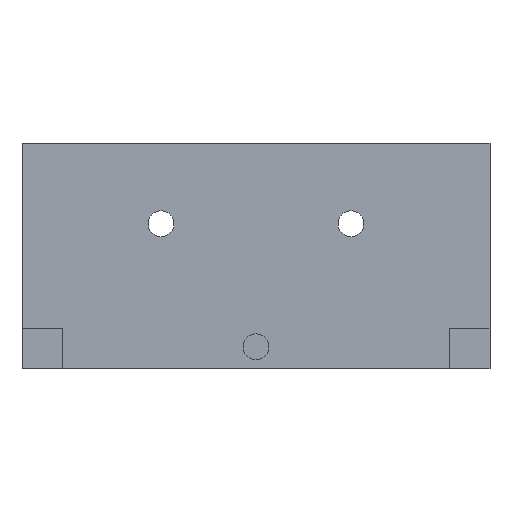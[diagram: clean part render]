
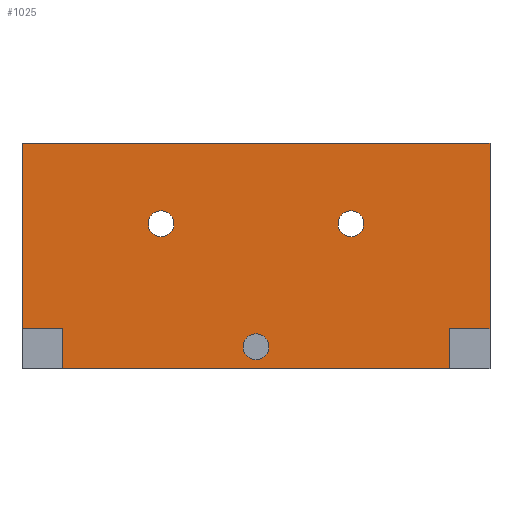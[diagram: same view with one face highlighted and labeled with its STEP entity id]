
A CAD part, front view. The second image highlights one B-rep face of the part: STEP entity #1025.
In plain terms, the highlighted planar face has unit normal (0, -1, 0).
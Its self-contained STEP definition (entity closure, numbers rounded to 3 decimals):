
#54=FACE_BOUND('',#188,.T.);
#55=FACE_BOUND('',#189,.T.);
#56=FACE_BOUND('',#190,.T.);
#83=PLANE('',#1133);
#123=FACE_OUTER_BOUND('',#187,.T.);
#187=EDGE_LOOP('',(#826,#827,#828,#829,#830,#831,#832,#833));
#188=EDGE_LOOP('',(#834));
#189=EDGE_LOOP('',(#835));
#190=EDGE_LOOP('',(#836,#837));
#275=LINE('',#1691,#359);
#281=LINE('',#1707,#365);
#282=LINE('',#1710,#366);
#283=LINE('',#1712,#367);
#284=LINE('',#1714,#368);
#285=LINE('',#1716,#369);
#286=LINE('',#1718,#370);
#287=LINE('',#1719,#371);
#359=VECTOR('',#1340,10.);
#365=VECTOR('',#1354,10.);
#366=VECTOR('',#1357,10.);
#367=VECTOR('',#1358,10.);
#368=VECTOR('',#1359,10.);
#369=VECTOR('',#1360,10.);
#370=VECTOR('',#1361,10.);
#371=VECTOR('',#1362,10.);
#414=CIRCLE('',#1093,1.6);
#416=CIRCLE('',#1096,1.6);
#422=CIRCLE('',#1110,1.6);
#423=CIRCLE('',#1111,1.6);
#479=VERTEX_POINT('',#1578);
#481=VERTEX_POINT('',#1584);
#499=VERTEX_POINT('',#1636);
#500=VERTEX_POINT('',#1637);
#517=VERTEX_POINT('',#1688);
#518=VERTEX_POINT('',#1690);
#524=VERTEX_POINT('',#1705);
#525=VERTEX_POINT('',#1709);
#526=VERTEX_POINT('',#1711);
#527=VERTEX_POINT('',#1713);
#528=VERTEX_POINT('',#1715);
#529=VERTEX_POINT('',#1717);
#581=EDGE_CURVE('',#479,#479,#414,.T.);
#584=EDGE_CURVE('',#481,#481,#416,.T.);
#610=EDGE_CURVE('',#499,#500,#422,.T.);
#611=EDGE_CURVE('',#500,#499,#423,.T.);
#636=EDGE_CURVE('',#518,#517,#275,.T.);
#645=EDGE_CURVE('',#517,#524,#281,.T.);
#646=EDGE_CURVE('',#524,#525,#282,.T.);
#647=EDGE_CURVE('',#526,#525,#283,.T.);
#648=EDGE_CURVE('',#527,#526,#284,.T.);
#649=EDGE_CURVE('',#527,#528,#285,.T.);
#650=EDGE_CURVE('',#529,#528,#286,.T.);
#651=EDGE_CURVE('',#518,#529,#287,.T.);
#826=ORIENTED_EDGE('',*,*,#636,.T.);
#827=ORIENTED_EDGE('',*,*,#645,.T.);
#828=ORIENTED_EDGE('',*,*,#646,.T.);
#829=ORIENTED_EDGE('',*,*,#647,.F.);
#830=ORIENTED_EDGE('',*,*,#648,.F.);
#831=ORIENTED_EDGE('',*,*,#649,.T.);
#832=ORIENTED_EDGE('',*,*,#650,.F.);
#833=ORIENTED_EDGE('',*,*,#651,.F.);
#834=ORIENTED_EDGE('',*,*,#581,.T.);
#835=ORIENTED_EDGE('',*,*,#584,.T.);
#836=ORIENTED_EDGE('',*,*,#610,.T.);
#837=ORIENTED_EDGE('',*,*,#611,.T.);
#1025=ADVANCED_FACE('',(#123,#54,#55,#56),#83,.T.);
#1093=AXIS2_PLACEMENT_3D('',#1579,#1231,#1232);
#1096=AXIS2_PLACEMENT_3D('',#1585,#1238,#1239);
#1110=AXIS2_PLACEMENT_3D('',#1638,#1286,#1287);
#1111=AXIS2_PLACEMENT_3D('',#1639,#1288,#1289);
#1133=AXIS2_PLACEMENT_3D('',#1708,#1355,#1356);
#1231=DIRECTION('center_axis',(0.,1.,0.));
#1232=DIRECTION('ref_axis',(1.,0.,0.));
#1238=DIRECTION('center_axis',(0.,1.,0.));
#1239=DIRECTION('ref_axis',(1.,0.,0.));
#1286=DIRECTION('center_axis',(0.,1.,0.));
#1287=DIRECTION('ref_axis',(1.,0.,0.));
#1288=DIRECTION('center_axis',(0.,1.,0.));
#1289=DIRECTION('ref_axis',(1.,0.,0.));
#1340=DIRECTION('',(0.,0.,1.));
#1354=DIRECTION('',(-1.,0.,0.));
#1355=DIRECTION('center_axis',(0.,-1.,0.));
#1356=DIRECTION('ref_axis',(0.,0.,-1.));
#1357=DIRECTION('',(0.,0.,-1.));
#1358=DIRECTION('',(-1.,0.,0.));
#1359=DIRECTION('',(0.,0.,1.));
#1360=DIRECTION('',(1.,0.,0.));
#1361=DIRECTION('',(0.,0.,-1.));
#1362=DIRECTION('',(-1.,0.,0.));
#1578=CARTESIAN_POINT('',(30.821,-24.,18.));
#1579=CARTESIAN_POINT('Origin',(32.421,-24.,18.));
#1584=CARTESIAN_POINT('',(7.292,-24.,18.));
#1585=CARTESIAN_POINT('Origin',(8.892,-24.,18.));
#1636=CARTESIAN_POINT('',(22.257,-24.,2.75));
#1637=CARTESIAN_POINT('',(19.057,-24.,2.75));
#1638=CARTESIAN_POINT('Origin',(20.657,-24.,2.75));
#1639=CARTESIAN_POINT('Origin',(20.657,-24.,2.75));
#1688=CARTESIAN_POINT('',(49.657,-24.,28.));
#1690=CARTESIAN_POINT('',(49.657,-24.,5.));
#1691=CARTESIAN_POINT('',(49.657,-24.,5.));
#1705=CARTESIAN_POINT('',(-8.344,-24.,28.));
#1707=CARTESIAN_POINT('',(49.657,-24.,28.));
#1708=CARTESIAN_POINT('Origin',(20.657,-24.,14.));
#1709=CARTESIAN_POINT('',(-8.344,-24.,5.));
#1710=CARTESIAN_POINT('',(-8.344,-24.,28.));
#1711=CARTESIAN_POINT('',(-3.344,-24.,5.));
#1712=CARTESIAN_POINT('',(8.656,-24.,5.));
#1713=CARTESIAN_POINT('',(-3.344,-24.,0.));
#1714=CARTESIAN_POINT('',(-3.344,-24.,7.));
#1715=CARTESIAN_POINT('',(44.657,-24.,0.));
#1716=CARTESIAN_POINT('',(-3.344,-24.,0.));
#1717=CARTESIAN_POINT('',(44.657,-24.,5.));
#1718=CARTESIAN_POINT('',(44.657,-24.,9.5));
#1719=CARTESIAN_POINT('',(35.157,-24.,5.));
